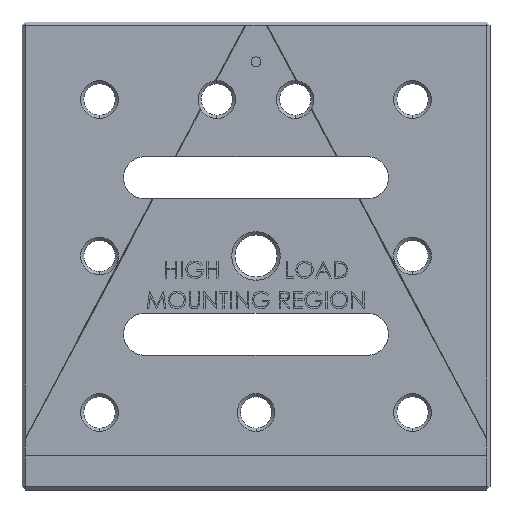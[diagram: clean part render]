
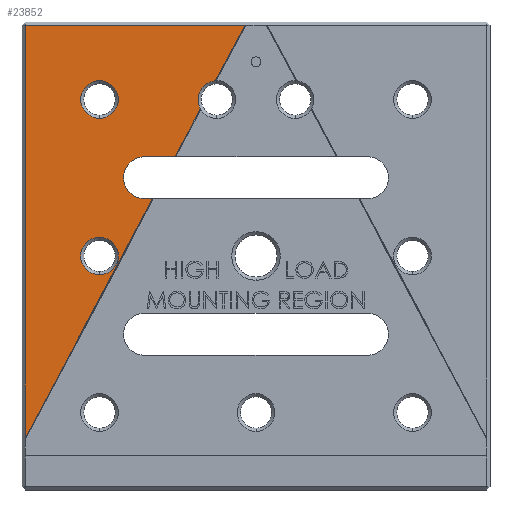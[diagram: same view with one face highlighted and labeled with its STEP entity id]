
A CAD part, front view. The second image highlights one B-rep face of the part: STEP entity #23852.
In plain terms, the highlighted planar face has unit normal (0, -1, 0).
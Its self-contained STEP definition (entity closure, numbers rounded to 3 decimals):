
#83 = DIRECTION ( 'NONE',  ( 0., 1., 0. ) ) ;
#229 = DIRECTION ( 'NONE',  ( 0., 1., 0. ) ) ;
#388 = ORIENTED_EDGE ( 'NONE', *, *, #9801, .T. ) ;
#671 = VERTEX_POINT ( 'NONE', #18732 ) ;
#901 = FACE_OUTER_BOUND ( 'NONE', #6968, .T. ) ;
#1801 = EDGE_CURVE ( 'NONE', #14223, #16621, #17013, .T. ) ;
#1902 = VERTEX_POINT ( 'NONE', #2403 ) ;
#1954 = DIRECTION ( 'NONE',  ( 0., 0., 1. ) ) ;
#2077 = CARTESIAN_POINT ( 'NONE',  ( -31.86, -24.584, 47.307 ) ) ;
#2200 = LINE ( 'NONE', #24511, #25836 ) ;
#2317 = VERTEX_POINT ( 'NONE', #13351 ) ;
#2386 = CARTESIAN_POINT ( 'NONE',  ( -12.772, -24.584, 19.062 ) ) ;
#2403 = CARTESIAN_POINT ( 'NONE',  ( -11.523, -24.584, 19.062 ) ) ;
#2470 = AXIS2_PLACEMENT_3D ( 'NONE', #20995, #6034, #3631 ) ;
#2690 = DIRECTION ( 'NONE',  ( 0., 0., 1. ) ) ;
#2779 = CARTESIAN_POINT ( 'NONE',  ( -19.986, -24.584, 34.924 ) ) ;
#3147 = DIRECTION ( 'NONE',  ( 0., 0., 1. ) ) ;
#3247 = CIRCLE ( 'NONE', #30125, 3.008 ) ;
#3631 = DIRECTION ( 'NONE',  ( 0., 0., 1. ) ) ;
#4014 = FACE_BOUND ( 'NONE', #29911, .T. ) ;
#4215 = VERTEX_POINT ( 'NONE', #30446 ) ;
#4687 = EDGE_CURVE ( 'NONE', #18324, #27313, #10344, .T. ) ;
#4768 = CARTESIAN_POINT ( 'NONE',  ( -19.986, -24.584, 37.932 ) ) ;
#5402 = LINE ( 'NONE', #14951, #18241 ) ;
#5405 = LINE ( 'NONE', #2077, #28574 ) ;
#6034 = DIRECTION ( 'NONE',  ( 0., 1., 0. ) ) ;
#6167 = ORIENTED_EDGE ( 'NONE', *, *, #23202, .T. ) ;
#6217 = EDGE_CURVE ( 'NONE', #1902, #2317, #2200, .T. ) ;
#6230 = AXIS2_PLACEMENT_3D ( 'NONE', #7920, #83, #2690 ) ;
#6968 = EDGE_LOOP ( 'NONE', ( #23165, #27480, #19525, #6167, #17770, #24721, #14885, #10764, #388 ) ) ;
#7920 = CARTESIAN_POINT ( 'NONE',  ( -32.368, -24.584, 47.307 ) ) ;
#8108 = DIRECTION ( 'NONE',  ( 0., 1., 0. ) ) ;
#8113 = VERTEX_POINT ( 'NONE', #11129 ) ;
#8163 = DIRECTION ( 'NONE',  ( 0., 1., 0. ) ) ;
#8418 = VERTEX_POINT ( 'NONE', #2386 ) ;
#8467 = EDGE_CURVE ( 'NONE', #16621, #14223, #3247, .T. ) ;
#9078 = CARTESIAN_POINT ( 'NONE',  ( -32.368, -24.584, 46.799 ) ) ;
#9801 = EDGE_CURVE ( 'NONE', #671, #24925, #11668, .T. ) ;
#10344 = CIRCLE ( 'NONE', #2470, 3.008 ) ;
#10764 = ORIENTED_EDGE ( 'NONE', *, *, #27060, .F. ) ;
#10905 = CARTESIAN_POINT ( 'NONE',  ( -33.377, -24.584, -22.01 ) ) ;
#11129 = CARTESIAN_POINT ( 'NONE',  ( -3.865, -24.584, 33.454 ) ) ;
#11196 = EDGE_CURVE ( 'NONE', #8113, #23035, #16548, .T. ) ;
#11668 = LINE ( 'NONE', #9078, #23699 ) ;
#12129 = AXIS2_PLACEMENT_3D ( 'NONE', #29359, #24540, #26682 ) ;
#12199 = VECTOR ( 'NONE', #16958, 1000. ) ;
#12595 = LINE ( 'NONE', #31649, #12199 ) ;
#12828 = DIRECTION ( 'NONE',  ( 0., 0., 1. ) ) ;
#12886 = DIRECTION ( 'NONE',  ( -0.47, 0., -0.883 ) ) ;
#13351 = CARTESIAN_POINT ( 'NONE',  ( -31.86, -24.584, -19.16 ) ) ;
#14223 = VERTEX_POINT ( 'NONE', #4768 ) ;
#14512 = DIRECTION ( 'NONE',  ( 0., 1., 0. ) ) ;
#14885 = ORIENTED_EDGE ( 'NONE', *, *, #11196, .T. ) ;
#14951 = CARTESIAN_POINT ( 'NONE',  ( -33.377, -24.584, -22.01 ) ) ;
#15127 = EDGE_CURVE ( 'NONE', #24925, #2317, #5405, .T. ) ;
#15165 = CARTESIAN_POINT ( 'NONE',  ( -7.942, -24.584, 25.793 ) ) ;
#16548 = CIRCLE ( 'NONE', #12129, 3.008 ) ;
#16561 = CARTESIAN_POINT ( 'NONE',  ( -1.488, -24.584, 37.922 ) ) ;
#16621 = VERTEX_POINT ( 'NONE', #28196 ) ;
#16781 = CARTESIAN_POINT ( 'NONE',  ( -32.368, -24.584, 25.793 ) ) ;
#16910 = DIRECTION ( 'NONE',  ( 0., 0., -1. ) ) ;
#16958 = DIRECTION ( 'NONE',  ( 1., 0., 0. ) ) ;
#17013 = CIRCLE ( 'NONE', #28437, 3.008 ) ;
#17311 = FACE_BOUND ( 'NONE', #30895, .T. ) ;
#17567 = ORIENTED_EDGE ( 'NONE', *, *, #4687, .T. ) ;
#17770 = ORIENTED_EDGE ( 'NONE', *, *, #31353, .T. ) ;
#18241 = VECTOR ( 'NONE', #12886, 1000. ) ;
#18294 = CARTESIAN_POINT ( 'NONE',  ( -19.986, -24.584, 34.924 ) ) ;
#18324 = VERTEX_POINT ( 'NONE', #19479 ) ;
#18732 = CARTESIAN_POINT ( 'NONE',  ( 3.235, -24.584, 46.799 ) ) ;
#18977 = ORIENTED_EDGE ( 'NONE', *, *, #1801, .T. ) ;
#18982 = LINE ( 'NONE', #16781, #27836 ) ;
#19452 = DIRECTION ( 'NONE',  ( -0.47, 0., -0.883 ) ) ;
#19479 = CARTESIAN_POINT ( 'NONE',  ( -19.986, -24.584, 6.922 ) ) ;
#19525 = ORIENTED_EDGE ( 'NONE', *, *, #29895, .F. ) ;
#19877 = AXIS2_PLACEMENT_3D ( 'NONE', #20322, #229, #22616 ) ;
#20322 = CARTESIAN_POINT ( 'NONE',  ( -19.986, -24.584, 9.93 ) ) ;
#20483 = CIRCLE ( 'NONE', #29815, 3.366 ) ;
#20995 = CARTESIAN_POINT ( 'NONE',  ( -19.986, -24.584, 9.93 ) ) ;
#22064 = CARTESIAN_POINT ( 'NONE',  ( -12.772, -24.584, 22.427 ) ) ;
#22429 = ORIENTED_EDGE ( 'NONE', *, *, #29366, .T. ) ;
#22616 = DIRECTION ( 'NONE',  ( 0., 0., 1. ) ) ;
#22692 = EDGE_CURVE ( 'NONE', #8113, #23292, #5402, .T. ) ;
#23035 = VERTEX_POINT ( 'NONE', #16561 ) ;
#23165 = ORIENTED_EDGE ( 'NONE', *, *, #15127, .T. ) ;
#23202 = EDGE_CURVE ( 'NONE', #8418, #4215, #20483, .T. ) ;
#23292 = VERTEX_POINT ( 'NONE', #15165 ) ;
#23380 = VECTOR ( 'NONE', #25700, 1000. ) ;
#23699 = VECTOR ( 'NONE', #24125, 1000. ) ;
#23852 = ADVANCED_FACE ( 'NONE', ( #901, #17311, #4014 ), #24809, .F. ) ;
#24125 = DIRECTION ( 'NONE',  ( -1., 0., 0. ) ) ;
#24511 = CARTESIAN_POINT ( 'NONE',  ( -33.377, -24.584, -22.01 ) ) ;
#24540 = DIRECTION ( 'NONE',  ( 0., 1., 0. ) ) ;
#24577 = CIRCLE ( 'NONE', #19877, 3.008 ) ;
#24721 = ORIENTED_EDGE ( 'NONE', *, *, #22692, .F. ) ;
#24809 = PLANE ( 'NONE',  #6230 ) ;
#24925 = VERTEX_POINT ( 'NONE', #28732 ) ;
#25091 = ORIENTED_EDGE ( 'NONE', *, *, #8467, .T. ) ;
#25700 = DIRECTION ( 'NONE',  ( -0.47, 0., -0.883 ) ) ;
#25836 = VECTOR ( 'NONE', #19452, 1000. ) ;
#26433 = DIRECTION ( 'NONE',  ( 1., 0., 0. ) ) ;
#26682 = DIRECTION ( 'NONE',  ( 0., 0., 1. ) ) ;
#27060 = EDGE_CURVE ( 'NONE', #671, #23035, #29881, .T. ) ;
#27313 = VERTEX_POINT ( 'NONE', #28888 ) ;
#27480 = ORIENTED_EDGE ( 'NONE', *, *, #6217, .F. ) ;
#27836 = VECTOR ( 'NONE', #26433, 1000. ) ;
#28196 = CARTESIAN_POINT ( 'NONE',  ( -19.986, -24.584, 31.916 ) ) ;
#28437 = AXIS2_PLACEMENT_3D ( 'NONE', #2779, #8108, #12828 ) ;
#28574 = VECTOR ( 'NONE', #16910, 1000. ) ;
#28732 = CARTESIAN_POINT ( 'NONE',  ( -31.86, -24.584, 46.799 ) ) ;
#28888 = CARTESIAN_POINT ( 'NONE',  ( -19.986, -24.584, 12.938 ) ) ;
#29359 = CARTESIAN_POINT ( 'NONE',  ( -1.241, -24.584, 34.924 ) ) ;
#29366 = EDGE_CURVE ( 'NONE', #27313, #18324, #24577, .T. ) ;
#29815 = AXIS2_PLACEMENT_3D ( 'NONE', #22064, #14512, #1954 ) ;
#29881 = LINE ( 'NONE', #10905, #23380 ) ;
#29895 = EDGE_CURVE ( 'NONE', #8418, #1902, #12595, .T. ) ;
#29911 = EDGE_LOOP ( 'NONE', ( #17567, #22429 ) ) ;
#30125 = AXIS2_PLACEMENT_3D ( 'NONE', #18294, #8163, #3147 ) ;
#30446 = CARTESIAN_POINT ( 'NONE',  ( -12.772, -24.584, 25.793 ) ) ;
#30895 = EDGE_LOOP ( 'NONE', ( #25091, #18977 ) ) ;
#31353 = EDGE_CURVE ( 'NONE', #4215, #23292, #18982, .T. ) ;
#31649 = CARTESIAN_POINT ( 'NONE',  ( -32.368, -24.584, 19.062 ) ) ;
